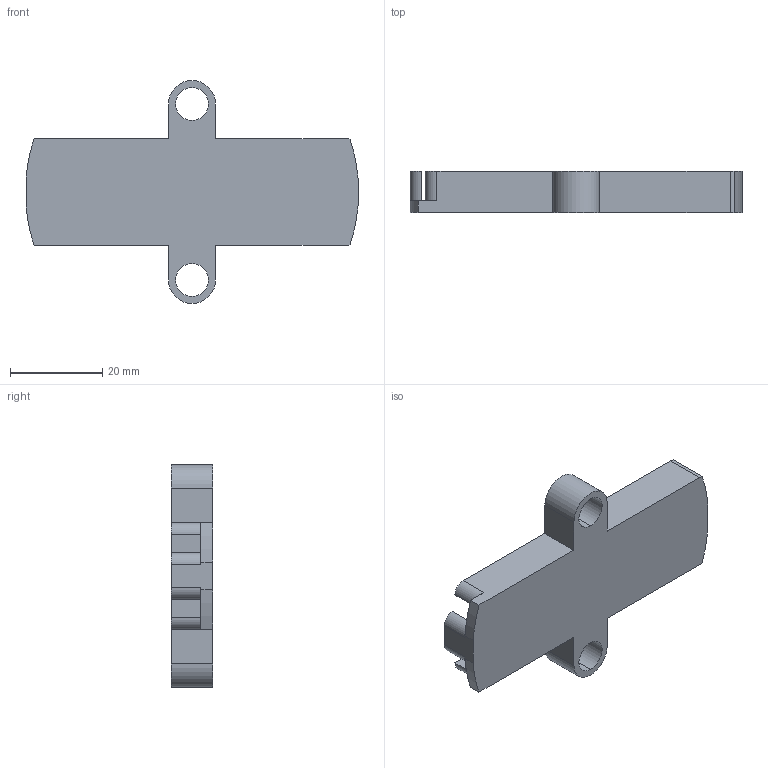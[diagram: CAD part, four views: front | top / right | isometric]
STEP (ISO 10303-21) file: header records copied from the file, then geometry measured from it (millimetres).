
FILE_DESCRIPTION (( 'STEP AP214' ), '1' );
FILE_NAME ('Lipo Sled.STEP', '2025-11-05T19:16:30', ( '' ), ( '' ), 'SwSTEP 2.0', 'SolidWorks 2025', '' );
FILE_SCHEMA (( 'AUTOMOTIVE_DESIGN' ));
Length unit declared in the file: inch
Products named in the file (1): Lipo Sled
Bounding box: 71.88 x 8.89 x 48.26 mm (x, y, z)
Volume: 8081.4 mm3; surface area: 6931.2 mm2
Topology: 1 solids, 1 shells, 35 faces, 99 edges, 66 vertices
Faces by surface type: plane 18, cylinder 17
Entity records: 1182 total; most frequent: DIRECTION 205, CARTESIAN_POINT 201, ORIENTED_EDGE 198, EDGE_CURVE 99, AXIS2_PLACEMENT_3D 70, VERTEX_POINT 66, LINE 65, VECTOR 65
